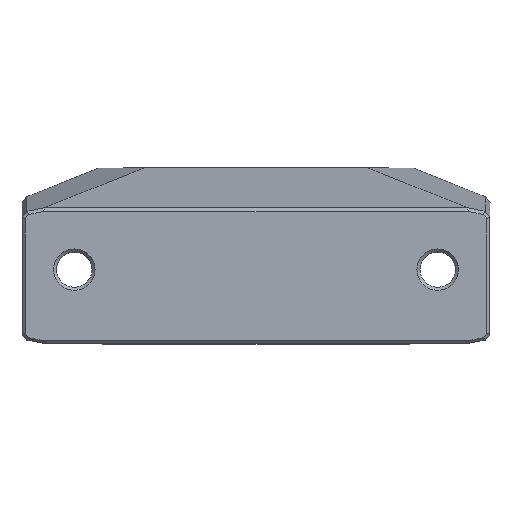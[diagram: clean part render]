
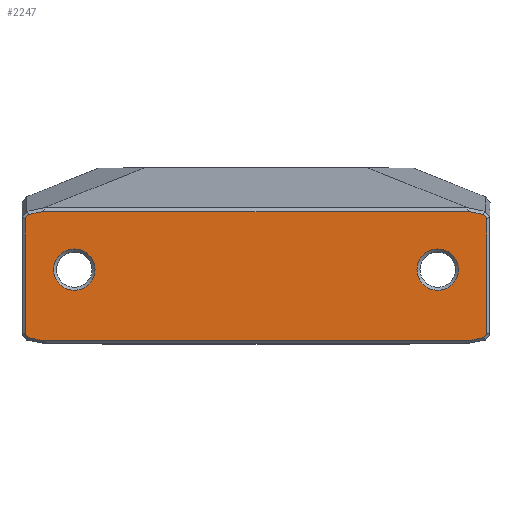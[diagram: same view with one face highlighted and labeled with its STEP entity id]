
A CAD part, top view. The second image highlights one B-rep face of the part: STEP entity #2247.
In plain terms, the highlighted planar face has unit normal (0, 0, 1).
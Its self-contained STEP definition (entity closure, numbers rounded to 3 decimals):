
#88=FACE_BOUND('',#265,.T.);
#89=FACE_BOUND('',#266,.T.);
#98=CIRCLE('',#2387,2.055);
#99=CIRCLE('',#2388,2.055);
#139=FACE_OUTER_BOUND('',#264,.T.);
#264=EDGE_LOOP('',(#1482,#1483,#1484,#1485,#1486,#1487,#1488,#1489,#1490,
#1491,#1492,#1493));
#265=EDGE_LOOP('',(#1494));
#266=EDGE_LOOP('',(#1495));
#399=LINE('',#3123,#662);
#400=LINE('',#3125,#663);
#401=LINE('',#3127,#664);
#402=LINE('',#3129,#665);
#403=LINE('',#3131,#666);
#404=LINE('',#3133,#667);
#405=LINE('',#3135,#668);
#406=LINE('',#3137,#669);
#407=LINE('',#3139,#670);
#408=LINE('',#3141,#671);
#409=LINE('',#3143,#672);
#410=LINE('',#3144,#673);
#662=VECTOR('',#2546,0.566);
#663=VECTOR('',#2547,1.414);
#664=VECTOR('',#2548,42.412);
#665=VECTOR('',#2549,1.414);
#666=VECTOR('',#2550,0.566);
#667=VECTOR('',#2551,11.368);
#668=VECTOR('',#2552,0.562);
#669=VECTOR('',#2553,1.587);
#670=VECTOR('',#2554,42.069);
#671=VECTOR('',#2555,1.587);
#672=VECTOR('',#2556,0.562);
#673=VECTOR('',#2557,11.368);
#925=VERTEX_POINT('',#3121);
#926=VERTEX_POINT('',#3122);
#927=VERTEX_POINT('',#3124);
#928=VERTEX_POINT('',#3126);
#929=VERTEX_POINT('',#3128);
#930=VERTEX_POINT('',#3130);
#931=VERTEX_POINT('',#3132);
#932=VERTEX_POINT('',#3134);
#933=VERTEX_POINT('',#3136);
#934=VERTEX_POINT('',#3138);
#935=VERTEX_POINT('',#3140);
#936=VERTEX_POINT('',#3142);
#937=VERTEX_POINT('',#3145);
#938=VERTEX_POINT('',#3147);
#1143=EDGE_CURVE('',#925,#926,#399,.T.);
#1144=EDGE_CURVE('',#926,#927,#400,.T.);
#1145=EDGE_CURVE('',#927,#928,#401,.T.);
#1146=EDGE_CURVE('',#928,#929,#402,.T.);
#1147=EDGE_CURVE('',#929,#930,#403,.T.);
#1148=EDGE_CURVE('',#930,#931,#404,.T.);
#1149=EDGE_CURVE('',#931,#932,#405,.T.);
#1150=EDGE_CURVE('',#932,#933,#406,.T.);
#1151=EDGE_CURVE('',#933,#934,#407,.T.);
#1152=EDGE_CURVE('',#934,#935,#408,.T.);
#1153=EDGE_CURVE('',#935,#936,#409,.T.);
#1154=EDGE_CURVE('',#936,#925,#410,.T.);
#1155=EDGE_CURVE('',#937,#937,#98,.T.);
#1156=EDGE_CURVE('',#938,#938,#99,.T.);
#1482=ORIENTED_EDGE('',*,*,#1143,.T.);
#1483=ORIENTED_EDGE('',*,*,#1144,.T.);
#1484=ORIENTED_EDGE('',*,*,#1145,.T.);
#1485=ORIENTED_EDGE('',*,*,#1146,.T.);
#1486=ORIENTED_EDGE('',*,*,#1147,.T.);
#1487=ORIENTED_EDGE('',*,*,#1148,.T.);
#1488=ORIENTED_EDGE('',*,*,#1149,.T.);
#1489=ORIENTED_EDGE('',*,*,#1150,.T.);
#1490=ORIENTED_EDGE('',*,*,#1151,.T.);
#1491=ORIENTED_EDGE('',*,*,#1152,.T.);
#1492=ORIENTED_EDGE('',*,*,#1153,.T.);
#1493=ORIENTED_EDGE('',*,*,#1154,.T.);
#1494=ORIENTED_EDGE('',*,*,#1155,.T.);
#1495=ORIENTED_EDGE('',*,*,#1156,.T.);
#2160=PLANE('',#2386);
#2247=ADVANCED_FACE('',(#139,#88,#89),#2160,.T.);
#2386=AXIS2_PLACEMENT_3D('',#3120,#2544,#2545);
#2387=AXIS2_PLACEMENT_3D('',#3146,#2558,#2559);
#2388=AXIS2_PLACEMENT_3D('',#3148,#2560,#2561);
#2544=DIRECTION('center_axis',(0.,0.,1.));
#2545=DIRECTION('ref_axis',(0.,-1.,0.));
#2546=DIRECTION('',(-0.628,0.778,0.));
#2547=DIRECTION('',(-0.979,0.202,0.));
#2548=DIRECTION('',(-1.,0.,0.));
#2549=DIRECTION('',(-0.979,-0.202,0.));
#2550=DIRECTION('',(-0.628,-0.778,0.));
#2551=DIRECTION('',(0.,-1.,0.));
#2552=DIRECTION('',(0.632,-0.775,0.));
#2553=DIRECTION('',(0.981,-0.193,0.));
#2554=DIRECTION('',(1.,0.,0.));
#2555=DIRECTION('',(0.981,0.193,0.));
#2556=DIRECTION('',(0.632,0.775,0.));
#2557=DIRECTION('',(0.,1.,0.));
#2558=DIRECTION('center_axis',(0.,0.,-1.));
#2559=DIRECTION('ref_axis',(1.,0.,0.));
#2560=DIRECTION('center_axis',(0.,0.,-1.));
#2561=DIRECTION('ref_axis',(1.,0.,0.));
#3120=CARTESIAN_POINT('Origin',(-7.647,98.08,78.515));
#3121=CARTESIAN_POINT('',(22.947,95.961,78.515));
#3122=CARTESIAN_POINT('',(22.591,96.402,78.515));
#3123=CARTESIAN_POINT('',(22.947,95.961,78.515));
#3124=CARTESIAN_POINT('',(21.206,96.688,78.515));
#3125=CARTESIAN_POINT('',(22.591,96.402,78.515));
#3126=CARTESIAN_POINT('',(-21.206,96.688,78.515));
#3127=CARTESIAN_POINT('',(21.206,96.688,78.515));
#3128=CARTESIAN_POINT('',(-22.591,96.402,78.515));
#3129=CARTESIAN_POINT('',(-21.206,96.688,78.515));
#3130=CARTESIAN_POINT('',(-22.947,95.961,78.515));
#3131=CARTESIAN_POINT('',(-22.591,96.402,78.515));
#3132=CARTESIAN_POINT('',(-22.947,84.593,78.515));
#3133=CARTESIAN_POINT('',(-22.947,95.961,78.515));
#3134=CARTESIAN_POINT('',(-22.592,84.157,78.515));
#3135=CARTESIAN_POINT('',(-22.947,84.593,78.515));
#3136=CARTESIAN_POINT('',(-21.035,83.85,78.515));
#3137=CARTESIAN_POINT('',(-22.592,84.157,78.515));
#3138=CARTESIAN_POINT('',(21.035,83.85,78.515));
#3139=CARTESIAN_POINT('',(-21.035,83.85,78.515));
#3140=CARTESIAN_POINT('',(22.592,84.157,78.515));
#3141=CARTESIAN_POINT('',(21.035,83.85,78.515));
#3142=CARTESIAN_POINT('',(22.947,84.593,78.515));
#3143=CARTESIAN_POINT('',(22.592,84.157,78.515));
#3144=CARTESIAN_POINT('',(22.947,84.593,78.515));
#3145=CARTESIAN_POINT('',(15.992,90.93,78.515));
#3146=CARTESIAN_POINT('Origin',(18.047,90.93,78.515));
#3147=CARTESIAN_POINT('',(-20.102,90.93,78.515));
#3148=CARTESIAN_POINT('Origin',(-18.047,90.93,78.515));
